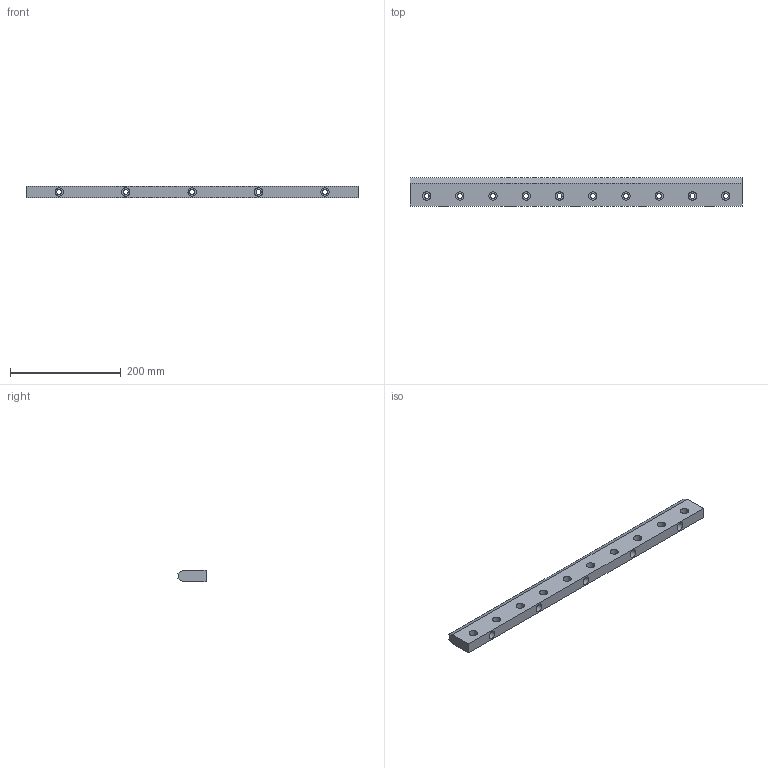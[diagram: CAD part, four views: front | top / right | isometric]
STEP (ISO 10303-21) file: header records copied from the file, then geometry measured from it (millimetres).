
FILE_DESCRIPTION( ( 'STEP AP214' ), '1' );
FILE_NAME( 'WUF-25_2_14a.stp', ' ', ( ' ' ), ( ' ' ), 'PSStep 15.0.47', 'PARTsolutions', ' ' );
FILE_SCHEMA( ( 'AUTOMOTIVE_DESIGN { 1 0 10303 214 1 1 1 1 }' ) );
Length unit declared in the file: millimetre
Products named in the file (1): HI_WUF-25
Bounding box: 599.5 x 50.73 x 20 mm (x, y, z)
Volume: 526064 mm3; surface area: 97019 mm2
Topology: 1 solids, 1 shells, 54 faces, 126 edges, 84 vertices
Faces by surface type: cylinder 30, plane 24
Full cylindrical faces by diameter (mm): 9 x15, 15 x15
Entity records: 1888 total; most frequent: DIRECTION 266, CARTESIAN_POINT 225, ORIENTED_EDGE 182, EDGE_LOOP 124, AXIS2_PLACEMENT_3D 120, EDGE_CURVE 91, FACE_OUTER_BOUND 84, VERTEX_POINT 79
